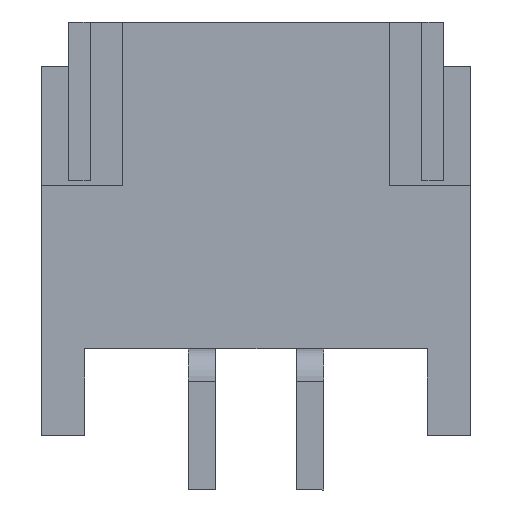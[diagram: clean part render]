
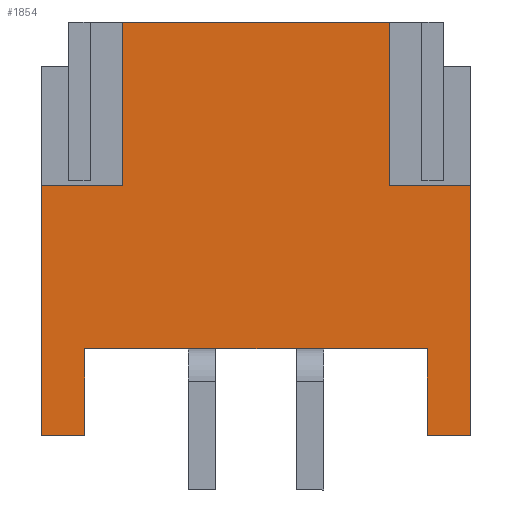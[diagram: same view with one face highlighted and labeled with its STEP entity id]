
A CAD part, front view. The second image highlights one B-rep face of the part: STEP entity #1854.
In plain terms, the highlighted planar face has unit normal (0, -1, 0).
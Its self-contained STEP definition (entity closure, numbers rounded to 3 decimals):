
#138=FACE_OUTER_BOUND('',#230,.T.);
#230=EDGE_LOOP('',(#1321,#1322,#1323,#1324,#1325,#1326,#1327,#1328,#1329,
#1330,#1331,#1332));
#339=LINE('',#2580,#587);
#359=LINE('',#2627,#607);
#360=LINE('',#2629,#608);
#361=LINE('',#2631,#609);
#362=LINE('',#2633,#610);
#363=LINE('',#2634,#611);
#364=LINE('',#2636,#612);
#365=LINE('',#2638,#613);
#366=LINE('',#2640,#614);
#367=LINE('',#2642,#615);
#368=LINE('',#2644,#616);
#369=LINE('',#2645,#617);
#587=VECTOR('',#2107,1000.);
#607=VECTOR('',#2145,1000.);
#608=VECTOR('',#2146,1000.);
#609=VECTOR('',#2147,1000.);
#610=VECTOR('',#2148,1000.);
#611=VECTOR('',#2149,1000.);
#612=VECTOR('',#2150,1000.);
#613=VECTOR('',#2151,1000.);
#614=VECTOR('',#2152,1000.);
#615=VECTOR('',#2153,1000.);
#616=VECTOR('',#2154,1000.);
#617=VECTOR('',#2155,1000.);
#837=VERTEX_POINT('',#2577);
#838=VERTEX_POINT('',#2579);
#855=VERTEX_POINT('',#2625);
#856=VERTEX_POINT('',#2626);
#857=VERTEX_POINT('',#2628);
#858=VERTEX_POINT('',#2630);
#859=VERTEX_POINT('',#2632);
#860=VERTEX_POINT('',#2635);
#861=VERTEX_POINT('',#2637);
#862=VERTEX_POINT('',#2639);
#863=VERTEX_POINT('',#2641);
#864=VERTEX_POINT('',#2643);
#1013=EDGE_CURVE('',#837,#838,#339,.T.);
#1036=EDGE_CURVE('',#855,#856,#359,.T.);
#1037=EDGE_CURVE('',#856,#857,#360,.T.);
#1038=EDGE_CURVE('',#858,#857,#361,.T.);
#1039=EDGE_CURVE('',#859,#858,#362,.T.);
#1040=EDGE_CURVE('',#838,#859,#363,.T.);
#1041=EDGE_CURVE('',#860,#837,#364,.T.);
#1042=EDGE_CURVE('',#861,#860,#365,.T.);
#1043=EDGE_CURVE('',#862,#861,#366,.T.);
#1044=EDGE_CURVE('',#863,#862,#367,.T.);
#1045=EDGE_CURVE('',#864,#863,#368,.T.);
#1046=EDGE_CURVE('',#855,#864,#369,.T.);
#1321=ORIENTED_EDGE('',*,*,#1036,.T.);
#1322=ORIENTED_EDGE('',*,*,#1037,.T.);
#1323=ORIENTED_EDGE('',*,*,#1038,.F.);
#1324=ORIENTED_EDGE('',*,*,#1039,.F.);
#1325=ORIENTED_EDGE('',*,*,#1040,.F.);
#1326=ORIENTED_EDGE('',*,*,#1013,.F.);
#1327=ORIENTED_EDGE('',*,*,#1041,.F.);
#1328=ORIENTED_EDGE('',*,*,#1042,.F.);
#1329=ORIENTED_EDGE('',*,*,#1043,.F.);
#1330=ORIENTED_EDGE('',*,*,#1044,.F.);
#1331=ORIENTED_EDGE('',*,*,#1045,.F.);
#1332=ORIENTED_EDGE('',*,*,#1046,.F.);
#1767=PLANE('',#1967);
#1854=ADVANCED_FACE('',(#138),#1767,.T.);
#1967=AXIS2_PLACEMENT_3D('',#2624,#2143,#2144);
#2107=DIRECTION('',(-1.,0.,0.));
#2143=DIRECTION('center_axis',(0.,-1.,0.));
#2144=DIRECTION('ref_axis',(1.,0.,0.));
#2145=DIRECTION('',(0.,0.,-1.));
#2146=DIRECTION('',(-1.,0.,0.));
#2147=DIRECTION('',(0.,0.,1.));
#2148=DIRECTION('',(-1.,0.,0.));
#2149=DIRECTION('',(0.,0.,-1.));
#2150=DIRECTION('',(0.,0.,1.));
#2151=DIRECTION('',(-1.,0.,0.));
#2152=DIRECTION('',(0.,0.,-1.));
#2153=DIRECTION('',(1.,0.,0.));
#2154=DIRECTION('',(0.,0.,-1.));
#2155=DIRECTION('',(1.,0.,0.));
#2577=CARTESIAN_POINT('',(11.05,0.,11.));
#2579=CARTESIAN_POINT('',(4.75,0.,11.));
#2580=CARTESIAN_POINT('',(4.75,0.,11.));
#2624=CARTESIAN_POINT('Origin',(3.95,0.,
9.4));
#2625=CARTESIAN_POINT('',(5.45,0.,17.));
#2626=CARTESIAN_POINT('',(5.45,0.,14.));
#2627=CARTESIAN_POINT('',(5.45,0.,17.));
#2628=CARTESIAN_POINT('',(3.95,0.,14.));
#2629=CARTESIAN_POINT('',(5.45,0.,14.));
#2630=CARTESIAN_POINT('',(3.95,0.,9.4));
#2631=CARTESIAN_POINT('',(3.95,0.,17.));
#2632=CARTESIAN_POINT('',(4.75,0.,9.4));
#2633=CARTESIAN_POINT('',(3.95,0.,9.4));
#2634=CARTESIAN_POINT('',(4.75,0.,11.));
#2635=CARTESIAN_POINT('',(11.05,0.,9.4));
#2636=CARTESIAN_POINT('',(11.05,0.,11.));
#2637=CARTESIAN_POINT('',(11.85,0.,9.4));
#2638=CARTESIAN_POINT('',(3.95,0.,9.4));
#2639=CARTESIAN_POINT('',(11.85,0.,14.));
#2640=CARTESIAN_POINT('',(11.85,0.,17.));
#2641=CARTESIAN_POINT('',(10.35,0.,14.));
#2642=CARTESIAN_POINT('',(10.35,0.,14.));
#2643=CARTESIAN_POINT('',(10.35,0.,17.));
#2644=CARTESIAN_POINT('',(10.35,0.,17.));
#2645=CARTESIAN_POINT('',(11.85,0.,17.));
